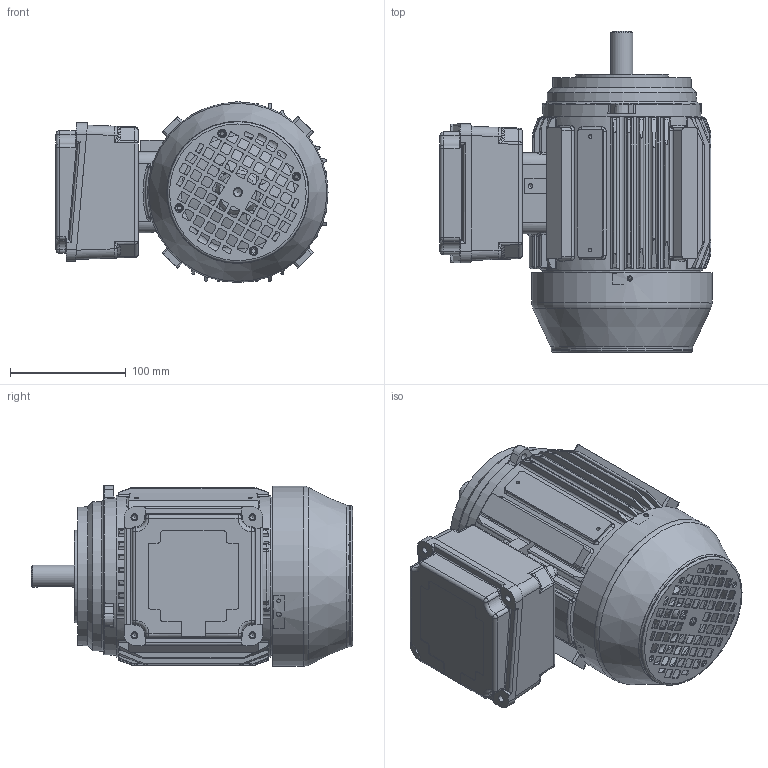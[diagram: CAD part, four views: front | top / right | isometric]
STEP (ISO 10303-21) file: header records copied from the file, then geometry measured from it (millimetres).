
FILE_DESCRIPTION( ( 'Unknown' ), '1' );
FILE_NAME( 'WP-DF80M B14.stp', 'Unknown', ( 'Unknown' ), ( 'Unknown' ), 'PSStep 17.0.49', 'Unknown', ' ' );
FILE_SCHEMA( ( 'AUTOMOTIVE_DESIGN { 1 0 10303 214 1 1 1 1 }' ) );
Length unit declared in the file: millimetre
Products named in the file (2): w80el002
Bounding box: 235.05 x 277.4 x 156.38 mm (x, y, z)
Volume: 1328089.4 mm3; surface area: 494773.2 mm2
Topology: 2 solids, 6 shells, 1934 faces, 5216 edges, 3286 vertices
Faces by surface type: cylinder 789, plane 689, bspline 147, torus 138, cone 123, sphere 48
Full cylindrical faces by diameter (mm): 2.594 x2, 3.2 x2, 3.242 x6, 3.3 x3, 3.6 x4, 4.134 x2, 4.351 x4, 4.5 x3, 5 x1, 5.188 x5, 5.42 x4, 5.8 x8, 6 x8, 6.4 x1, 6.985 x1, 8 x1, 16.8 x1, 16.927 x1, 17 x1, 17.2 x1, 18.782 x1, 18.9 x1, 19 x1, 19.655 x1, 19.66 x1, 19.8 x1, 19.854 x1, 19.932 x1, 20 x1, 20.193 x1
Entity records: 99095 total; most frequent: CARTESIAN_POINT 36431, DIRECTION 9895, ORIENTED_EDGE 9750, EDGE_CURVE 4875, AXIS2_PLACEMENT_3D 3813, VERTEX_POINT 3204, EDGE_LOOP 2359, LINE 2269
